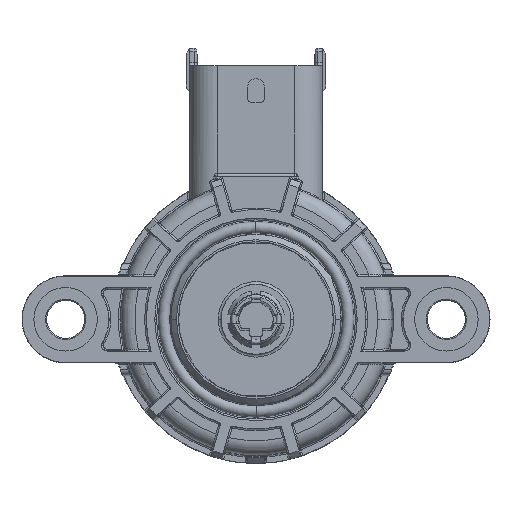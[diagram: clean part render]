
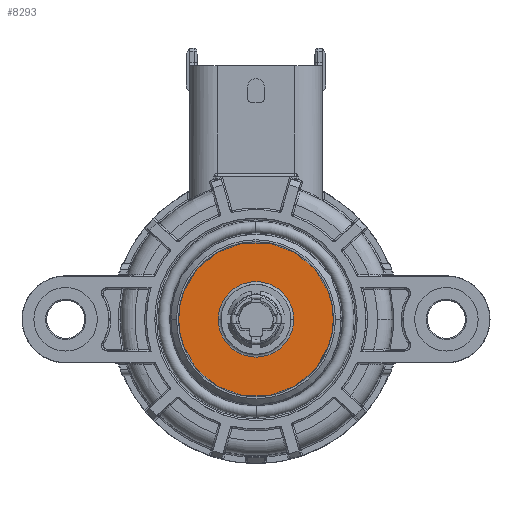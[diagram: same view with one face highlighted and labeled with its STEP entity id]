
A CAD part, top view. The second image highlights one B-rep face of the part: STEP entity #8293.
In plain terms, the highlighted planar face has unit normal (0, 0, 1).
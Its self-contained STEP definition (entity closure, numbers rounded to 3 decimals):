
#8188 = ORIENTED_EDGE ( 'NONE', *, *, #8294, .T. ) ;
#8189 = EDGE_LOOP ( 'NONE', ( #8296, #8188 ) ) ;
#8190 = EDGE_LOOP ( 'NONE', ( #8299, #8295 ) ) ;
#8293 = ADVANCED_FACE ( 'NONE', ( #10249, #10196 ), #10255, .T. ) ;
#8294 = EDGE_CURVE ( 'NONE', #12982, #13050, #10181, .T. ) ;
#8295 = ORIENTED_EDGE ( 'NONE', *, *, #8309, .F. ) ;
#8296 = ORIENTED_EDGE ( 'NONE', *, *, #13048, .T. ) ;
#8299 = ORIENTED_EDGE ( 'NONE', *, *, #13049, .F. ) ;
#8309 = EDGE_CURVE ( 'NONE', #12989, #12893, #10455, .T. ) ;
#10173 = CARTESIAN_POINT ( 'NONE',  ( 0., 0., 15.8 ) ) ;
#10174 = AXIS2_PLACEMENT_3D ( 'NONE', #10173, #10359, #10358 ) ;
#10177 = DIRECTION ( 'NONE',  ( 1., 0., 0. ) ) ;
#10178 = DIRECTION ( 'NONE',  ( 0., 0., 1. ) ) ;
#10179 = CARTESIAN_POINT ( 'NONE',  ( 0., 0., 15.8 ) ) ;
#10181 = CIRCLE ( 'NONE', #10174, 6.546 ) ;
#10196 = FACE_OUTER_BOUND ( 'NONE', #8190, .T. ) ;
#10249 = FACE_BOUND ( 'NONE', #8189, .T. ) ;
#10250 = AXIS2_PLACEMENT_3D ( 'NONE', #10179, #10178, #10177 ) ;
#10255 = PLANE ( 'NONE',  #10250 ) ;
#10358 = DIRECTION ( 'NONE',  ( 1., 0., 0. ) ) ;
#10359 = DIRECTION ( 'NONE',  ( 0., 0., -1. ) ) ;
#10438 = DIRECTION ( 'NONE',  ( 1., 0., 0. ) ) ;
#10439 = DIRECTION ( 'NONE',  ( 0., 0., -1. ) ) ;
#10440 = CARTESIAN_POINT ( 'NONE',  ( 0., 0., 15.8 ) ) ;
#10441 = AXIS2_PLACEMENT_3D ( 'NONE', #10440, #10439, #10438 ) ;
#10455 = CIRCLE ( 'NONE', #10441, 13.4 ) ;
#12893 = VERTEX_POINT ( 'NONE', #23655 ) ;
#12982 = VERTEX_POINT ( 'NONE', #24008 ) ;
#12989 = VERTEX_POINT ( 'NONE', #23930 ) ;
#13048 = EDGE_CURVE ( 'NONE', #13050, #12982, #24566, .T. ) ;
#13049 = EDGE_CURVE ( 'NONE', #12893, #12989, #24578, .T. ) ;
#13050 = VERTEX_POINT ( 'NONE', #24862 ) ;
#23655 = CARTESIAN_POINT ( 'NONE',  ( 13.4, 0., 15.8 ) ) ;
#23930 = CARTESIAN_POINT ( 'NONE',  ( -13.4, 0., 15.8 ) ) ;
#24008 = CARTESIAN_POINT ( 'NONE',  ( -6.546, 0., 15.8 ) ) ;
#24552 = DIRECTION ( 'NONE',  ( 1., 0., 0. ) ) ;
#24554 = DIRECTION ( 'NONE',  ( 0., 0., -1. ) ) ;
#24555 = CARTESIAN_POINT ( 'NONE',  ( 0., 0., 15.8 ) ) ;
#24562 = DIRECTION ( 'NONE',  ( 1., 0., 0. ) ) ;
#24564 = AXIS2_PLACEMENT_3D ( 'NONE', #24593, #24591, #24562 ) ;
#24566 = CIRCLE ( 'NONE', #24564, 6.546 ) ;
#24578 = CIRCLE ( 'NONE', #24583, 13.4 ) ;
#24583 = AXIS2_PLACEMENT_3D ( 'NONE', #24555, #24554, #24552 ) ;
#24591 = DIRECTION ( 'NONE',  ( 0., 0., -1. ) ) ;
#24593 = CARTESIAN_POINT ( 'NONE',  ( 0., 0., 15.8 ) ) ;
#24862 = CARTESIAN_POINT ( 'NONE',  ( 6.546, 0., 15.8 ) ) ;
